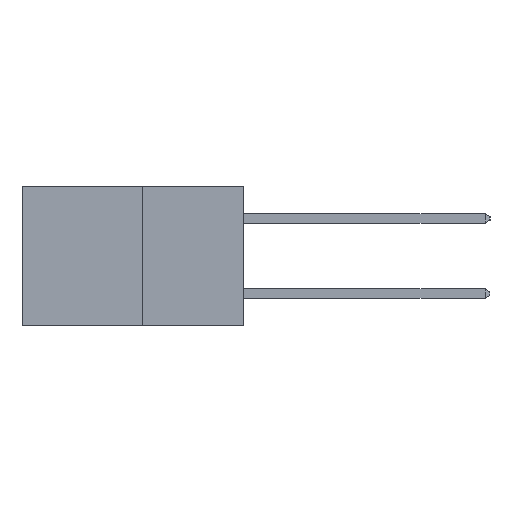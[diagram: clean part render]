
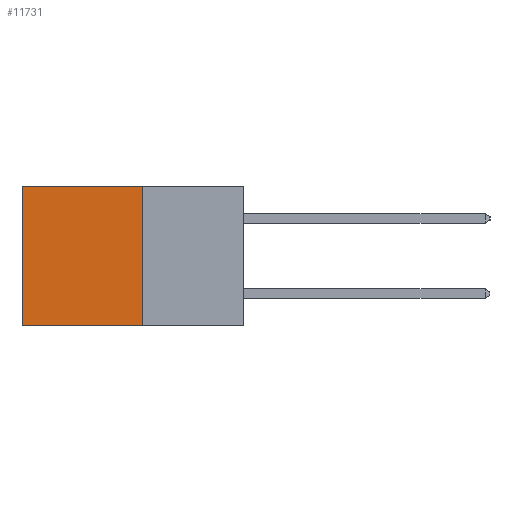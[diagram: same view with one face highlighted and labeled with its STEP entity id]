
A CAD part, left-side view. The second image highlights one B-rep face of the part: STEP entity #11731.
In plain terms, the highlighted planar face has unit normal (-1, 0, 0).
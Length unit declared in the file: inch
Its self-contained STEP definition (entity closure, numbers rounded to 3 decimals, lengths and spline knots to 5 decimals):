
#22 = CARTESIAN_POINT ( 'NONE',  ( 0.277, 0.27, -0.37 ) ) ;
#1829 = EDGE_CURVE ( 'NONE', #10922, #9256, #2213, .T. ) ;
#1847 = EDGE_CURVE ( 'NONE', #10922, #4651, #11494, .T. ) ;
#1950 = VECTOR ( 'NONE', #15253, 39.37008 ) ;
#2213 = LINE ( 'NONE', #8679, #14941 ) ;
#4644 = DIRECTION ( 'NONE',  ( 0., 0., -1. ) ) ;
#4651 = VERTEX_POINT ( 'NONE', #22 ) ;
#4856 = PLANE ( 'NONE',  #8639 ) ;
#4917 = CARTESIAN_POINT ( 'NONE',  ( 0.277, 0.27, -0.37 ) ) ;
#5392 = LINE ( 'NONE', #13770, #11406 ) ;
#6016 = DIRECTION ( 'NONE',  ( 0., 0., -1. ) ) ;
#7218 = EDGE_CURVE ( 'NONE', #4651, #8994, #5392, .T. ) ;
#8639 = AXIS2_PLACEMENT_3D ( 'NONE', #14302, #13164, #6016 ) ;
#8679 = CARTESIAN_POINT ( 'NONE',  ( 0.277, 0.27, 0. ) ) ;
#8859 = LINE ( 'NONE', #12973, #1950 ) ;
#8994 = VERTEX_POINT ( 'NONE', #15264 ) ;
#9256 = VERTEX_POINT ( 'NONE', #13690 ) ;
#9520 = EDGE_CURVE ( 'NONE', #9256, #8994, #8859, .T. ) ;
#10274 = FACE_OUTER_BOUND ( 'NONE', #13794, .T. ) ;
#10586 = DIRECTION ( 'NONE',  ( 0., 1., 0. ) ) ;
#10922 = VERTEX_POINT ( 'NONE', #12990 ) ;
#11406 = VECTOR ( 'NONE', #14929, 39.37008 ) ;
#11429 = ORIENTED_EDGE ( 'NONE', *, *, #7218, .F. ) ;
#11494 = LINE ( 'NONE', #4917, #14602 ) ;
#11731 = ADVANCED_FACE ( 'NONE', ( #10274 ), #4856, .F. ) ;
#12973 = CARTESIAN_POINT ( 'NONE',  ( 0.277, 0.59, -0.37 ) ) ;
#12990 = CARTESIAN_POINT ( 'NONE',  ( 0.277, 0.27, 0. ) ) ;
#13058 = ORIENTED_EDGE ( 'NONE', *, *, #9520, .T. ) ;
#13164 = DIRECTION ( 'NONE',  ( 1., 0., 0. ) ) ;
#13690 = CARTESIAN_POINT ( 'NONE',  ( 0.277, 0.59, 0. ) ) ;
#13770 = CARTESIAN_POINT ( 'NONE',  ( 0.277, 0.27, -0.37 ) ) ;
#13794 = EDGE_LOOP ( 'NONE', ( #13058, #11429, #14532, #14881 ) ) ;
#14302 = CARTESIAN_POINT ( 'NONE',  ( 0.277, 0.27, -0.37 ) ) ;
#14532 = ORIENTED_EDGE ( 'NONE', *, *, #1847, .F. ) ;
#14602 = VECTOR ( 'NONE', #4644, 39.37008 ) ;
#14881 = ORIENTED_EDGE ( 'NONE', *, *, #1829, .T. ) ;
#14929 = DIRECTION ( 'NONE',  ( 0., 1., 0. ) ) ;
#14941 = VECTOR ( 'NONE', #10586, 39.37008 ) ;
#15253 = DIRECTION ( 'NONE',  ( 0., 0., -1. ) ) ;
#15264 = CARTESIAN_POINT ( 'NONE',  ( 0.277, 0.59, -0.37 ) ) ;
